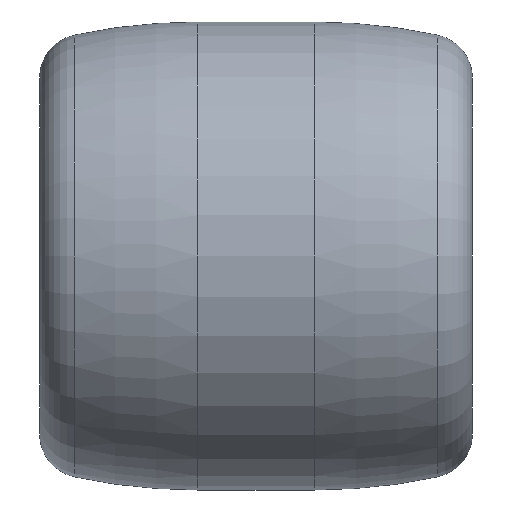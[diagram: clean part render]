
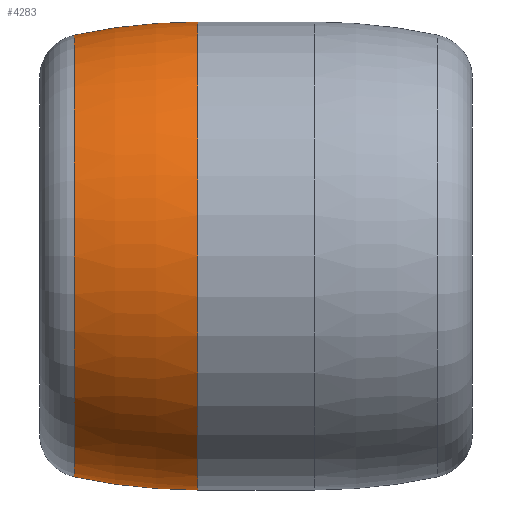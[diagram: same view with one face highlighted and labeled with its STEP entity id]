
A CAD part, front view. The second image highlights one B-rep face of the part: STEP entity #4283.
In plain terms, the highlighted toroidal (fillet/blend) face has major radius 60 mm and minor radius 100 mm.
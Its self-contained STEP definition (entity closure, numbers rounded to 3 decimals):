
#110 = CARTESIAN_POINT ( 'NONE',  ( -10., 0., 0. ) ) ;
#188 = DIRECTION ( 'NONE',  ( 0., 0., -1. ) ) ;
#309 = DIRECTION ( 'NONE',  ( -1., 0., 0. ) ) ;
#319 = EDGE_CURVE ( 'NONE', #6598, #3213, #1362, .T. ) ;
#340 = TOROIDAL_SURFACE ( 'NONE', #3906, -60., 100. ) ;
#380 = AXIS2_PLACEMENT_3D ( 'NONE', #1187, #2115, #188 ) ;
#635 = CARTESIAN_POINT ( 'NONE',  ( -10., 0., 60. ) ) ;
#721 = CARTESIAN_POINT ( 'NONE',  ( -10., 0., -40. ) ) ;
#931 = EDGE_CURVE ( 'NONE', #6250, #6119, #5692, .T. ) ;
#1127 = CARTESIAN_POINT ( 'NONE',  ( -10., 0., 40. ) ) ;
#1187 = CARTESIAN_POINT ( 'NONE',  ( -10., 0., -60. ) ) ;
#1347 = CARTESIAN_POINT ( 'NONE',  ( -10., 0., 0. ) ) ;
#1362 = CIRCLE ( 'NONE', #1579, 100. ) ;
#1579 = AXIS2_PLACEMENT_3D ( 'NONE', #635, #2260, #1783 ) ;
#1783 = DIRECTION ( 'NONE',  ( 0., 0., 1. ) ) ;
#2115 = DIRECTION ( 'NONE',  ( 0., -1., 0. ) ) ;
#2222 = DIRECTION ( 'NONE',  ( 1., 0., 0. ) ) ;
#2260 = DIRECTION ( 'NONE',  ( 0., 1., 0. ) ) ;
#2351 = CARTESIAN_POINT ( 'NONE',  ( -31.081, 0., 0. ) ) ;
#2756 = EDGE_CURVE ( 'NONE', #6119, #3213, #4601, .T. ) ;
#3213 = VERTEX_POINT ( 'NONE', #6533 ) ;
#3403 = EDGE_LOOP ( 'NONE', ( #4960, #4397, #5422, #4478 ) ) ;
#3502 = CIRCLE ( 'NONE', #4348, 40. ) ;
#3906 = AXIS2_PLACEMENT_3D ( 'NONE', #1347, #309, #4496 ) ;
#4159 = CARTESIAN_POINT ( 'NONE',  ( -31.081, 0., 37.753 ) ) ;
#4276 = DIRECTION ( 'NONE',  ( 0., 0., -1. ) ) ;
#4283 = ADVANCED_FACE ( 'NONE', ( #5876 ), #340, .T. ) ;
#4348 = AXIS2_PLACEMENT_3D ( 'NONE', #110, #5174, #4780 ) ;
#4397 = ORIENTED_EDGE ( 'NONE', *, *, #6712, .T. ) ;
#4478 = ORIENTED_EDGE ( 'NONE', *, *, #2756, .T. ) ;
#4496 = DIRECTION ( 'NONE',  ( 0., 0., 1. ) ) ;
#4601 = CIRCLE ( 'NONE', #5473, 37.753 ) ;
#4780 = DIRECTION ( 'NONE',  ( 0., 0., 1. ) ) ;
#4960 = ORIENTED_EDGE ( 'NONE', *, *, #319, .F. ) ;
#5174 = DIRECTION ( 'NONE',  ( -1., 0., 0. ) ) ;
#5422 = ORIENTED_EDGE ( 'NONE', *, *, #931, .T. ) ;
#5473 = AXIS2_PLACEMENT_3D ( 'NONE', #2351, #2222, #4276 ) ;
#5692 = CIRCLE ( 'NONE', #380, 100. ) ;
#5876 = FACE_OUTER_BOUND ( 'NONE', #3403, .T. ) ;
#6119 = VERTEX_POINT ( 'NONE', #4159 ) ;
#6250 = VERTEX_POINT ( 'NONE', #1127 ) ;
#6533 = CARTESIAN_POINT ( 'NONE',  ( -31.081, 0., -37.753 ) ) ;
#6598 = VERTEX_POINT ( 'NONE', #721 ) ;
#6712 = EDGE_CURVE ( 'NONE', #6598, #6250, #3502, .T. ) ;
